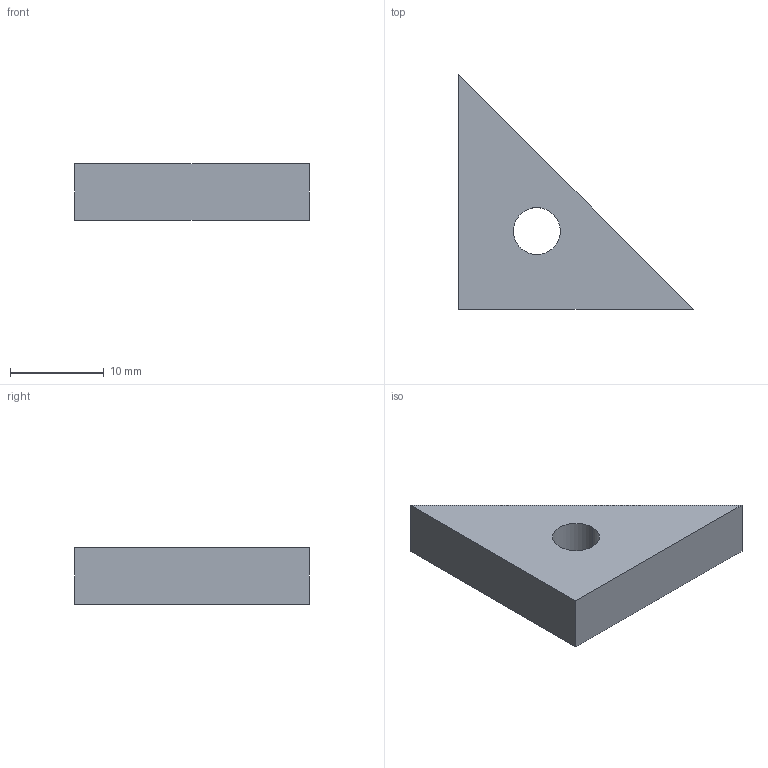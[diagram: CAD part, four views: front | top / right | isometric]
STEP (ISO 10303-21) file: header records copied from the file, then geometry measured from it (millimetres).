
FILE_DESCRIPTION (( 'STEP AP214' ), '1' );
FILE_NAME ('EXTPRO-V1 2100.06-A Cover attachment.STEP', '2019-12-09T16:37:51', ( '' ), ( '' ), 'SwSTEP 2.0', 'SolidWorks 2019', '' );
FILE_SCHEMA (( 'AUTOMOTIVE_DESIGN' ));
Length unit declared in the file: millimetre
Products named in the file (1): EXTPRO-V1 2100.06-A Cover attachment
Bounding box: 25 x 25 x 6 mm (x, y, z)
Volume: 1757.2 mm3; surface area: 1192.1 mm2
Topology: 1 solids, 1 shells, 7 faces, 15 edges, 10 vertices
Faces by surface type: plane 5, cylinder 2
Entity records: 253 total; most frequent: DIRECTION 35, CARTESIAN_POINT 33, ORIENTED_EDGE 30, EDGE_CURVE 15, AXIS2_PLACEMENT_3D 12, VECTOR 11, LINE 11, VERTEX_POINT 10
